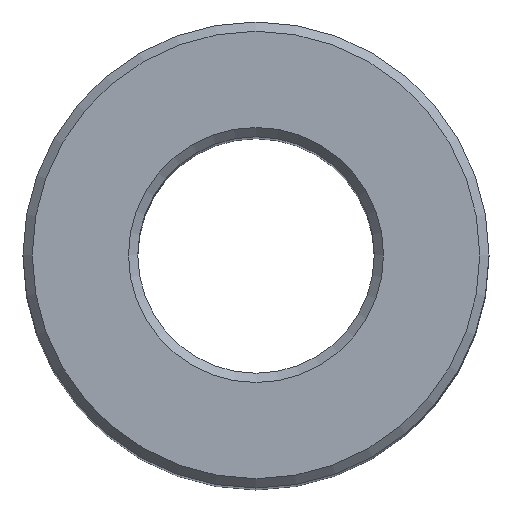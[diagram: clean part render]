
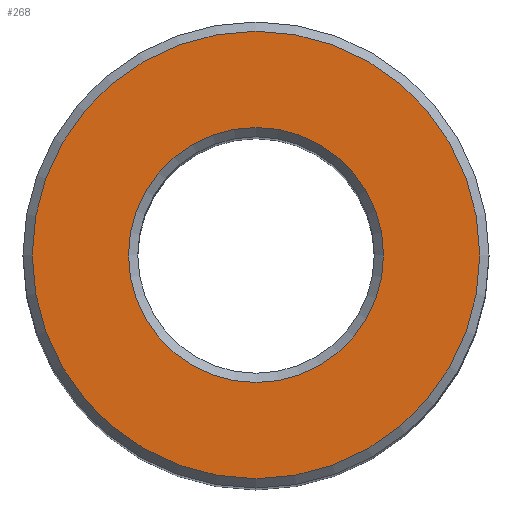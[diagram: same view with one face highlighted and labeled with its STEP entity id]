
A CAD part, top view. The second image highlights one B-rep face of the part: STEP entity #268.
In plain terms, the highlighted planar face has unit normal (0, 0, 1).
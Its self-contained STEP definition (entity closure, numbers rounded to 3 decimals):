
#84 = CONICAL_SURFACE('',#85,5.025,0.785);
#85 = AXIS2_PLACEMENT_3D('',#86,#87,#88);
#86 = CARTESIAN_POINT('',(0.,0.,24.8));
#87 = DIRECTION('',(-0.,-0.,-1.));
#88 = DIRECTION('',(1.,0.,-0.));
#183 = VERTEX_POINT('',#184);
#184 = CARTESIAN_POINT('',(4.825,0.,25.));
#207 = EDGE_CURVE('',#183,#183,#208,.T.);
#208 = SURFACE_CURVE('',#209,(#214,#221),.PCURVE_S1.);
#209 = CIRCLE('',#210,4.825);
#210 = AXIS2_PLACEMENT_3D('',#211,#212,#213);
#211 = CARTESIAN_POINT('',(0.,0.,25.));
#212 = DIRECTION('',(0.,0.,1.));
#213 = DIRECTION('',(1.,0.,-0.));
#214 = PCURVE('',#84,#215);
#215 = DEFINITIONAL_REPRESENTATION('',(#216),#220);
#216 = LINE('',#217,#218);
#217 = CARTESIAN_POINT('',(-0.,-0.2));
#218 = VECTOR('',#219,1.);
#219 = DIRECTION('',(-1.,-0.));
#220 = ( GEOMETRIC_REPRESENTATION_CONTEXT(2) 
PARAMETRIC_REPRESENTATION_CONTEXT() REPRESENTATION_CONTEXT('2D SPACE',''
  ) );
#221 = PCURVE('',#222,#227);
#222 = PLANE('',#223);
#223 = AXIS2_PLACEMENT_3D('',#224,#225,#226);
#224 = CARTESIAN_POINT('',(0.,0.,25.));
#225 = DIRECTION('',(0.,0.,1.));
#226 = DIRECTION('',(1.,0.,0.));
#227 = DEFINITIONAL_REPRESENTATION('',(#228),#232);
#228 = CIRCLE('',#229,4.825);
#229 = AXIS2_PLACEMENT_2D('',#230,#231);
#230 = CARTESIAN_POINT('',(0.,0.));
#231 = DIRECTION('',(1.,0.));
#232 = ( GEOMETRIC_REPRESENTATION_CONTEXT(2) 
PARAMETRIC_REPRESENTATION_CONTEXT() REPRESENTATION_CONTEXT('2D SPACE',''
  ) );
#268 = ADVANCED_FACE('',(#269,#272),#222,.T.);
#269 = FACE_BOUND('',#270,.T.);
#270 = EDGE_LOOP('',(#271));
#271 = ORIENTED_EDGE('',*,*,#207,.T.);
#272 = FACE_BOUND('',#273,.T.);
#273 = EDGE_LOOP('',(#274));
#274 = ORIENTED_EDGE('',*,*,#275,.F.);
#275 = EDGE_CURVE('',#276,#276,#278,.T.);
#276 = VERTEX_POINT('',#277);
#277 = CARTESIAN_POINT('',(2.75,0.,25.));
#278 = SURFACE_CURVE('',#279,(#284,#291),.PCURVE_S1.);
#279 = CIRCLE('',#280,2.75);
#280 = AXIS2_PLACEMENT_3D('',#281,#282,#283);
#281 = CARTESIAN_POINT('',(0.,0.,25.));
#282 = DIRECTION('',(0.,0.,1.));
#283 = DIRECTION('',(1.,0.,-0.));
#284 = PCURVE('',#222,#285);
#285 = DEFINITIONAL_REPRESENTATION('',(#286),#290);
#286 = CIRCLE('',#287,2.75);
#287 = AXIS2_PLACEMENT_2D('',#288,#289);
#288 = CARTESIAN_POINT('',(0.,0.));
#289 = DIRECTION('',(1.,0.));
#290 = ( GEOMETRIC_REPRESENTATION_CONTEXT(2) 
PARAMETRIC_REPRESENTATION_CONTEXT() REPRESENTATION_CONTEXT('2D SPACE',''
  ) );
#291 = PCURVE('',#292,#297);
#292 = CONICAL_SURFACE('',#293,2.55,0.785);
#293 = AXIS2_PLACEMENT_3D('',#294,#295,#296);
#294 = CARTESIAN_POINT('',(0.,0.,24.8));
#295 = DIRECTION('',(0.,0.,1.));
#296 = DIRECTION('',(1.,0.,-0.));
#297 = DEFINITIONAL_REPRESENTATION('',(#298),#302);
#298 = LINE('',#299,#300);
#299 = CARTESIAN_POINT('',(0.,0.2));
#300 = VECTOR('',#301,1.);
#301 = DIRECTION('',(1.,0.));
#302 = ( GEOMETRIC_REPRESENTATION_CONTEXT(2) 
PARAMETRIC_REPRESENTATION_CONTEXT() REPRESENTATION_CONTEXT('2D SPACE',''
  ) );
